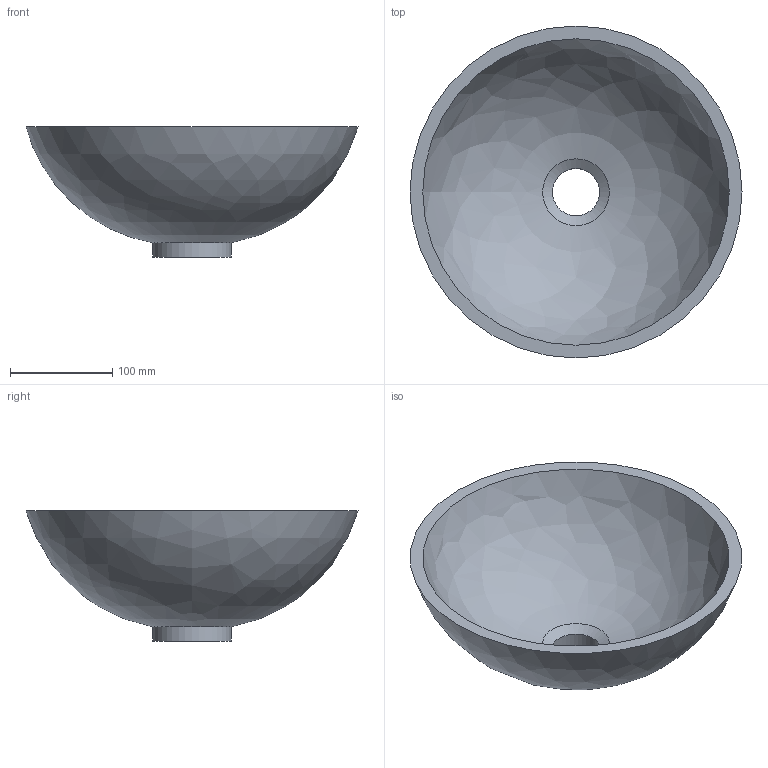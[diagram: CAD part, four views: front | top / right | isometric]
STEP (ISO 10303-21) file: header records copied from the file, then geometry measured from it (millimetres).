
FILE_DESCRIPTION(/* description */ (''),/* implementation_level */ '2;1');
FILE_NAME(/* name */ '204',/* time_stamp */ '2018-11-16T11:06:21+08:00',/* author */ (''),/* organization */ (''),/* preprocessor_version */ 'ST-DEVELOPER v9',/* originating_system */ 'UGS - NX 4.0',/* authorisation */ '');
FILE_SCHEMA (('CONFIG_CONTROL_DESIGN'));
Length unit declared in the file: millimetre
Products named in the file (1): Admi3E0721ip
Bounding box: 324 x 324 x 126.94 mm (x, y, z)
Volume: 1420947.8 mm3; surface area: 250279.3 mm2
Topology: 1 solids, 1 shells, 7 faces, 15 edges, 10 vertices
Faces by surface type: bspline 2, plane 2, cylinder 2, cone 1
Full cylindrical faces by diameter (mm): 46 x1, 77 x1
Entity records: 280 total; most frequent: CARTESIAN_POINT 76, DIRECTION 26, EDGE_LOOP 14, ORIENTED_EDGE 14, AXIS2_PLACEMENT_3D 13, FACE_BOUND 11, PERSON_AND_ORGANIZATION 7, ORGANIZATION 7
